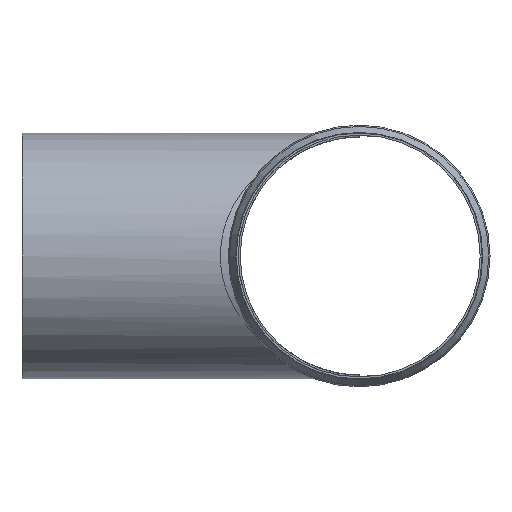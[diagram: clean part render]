
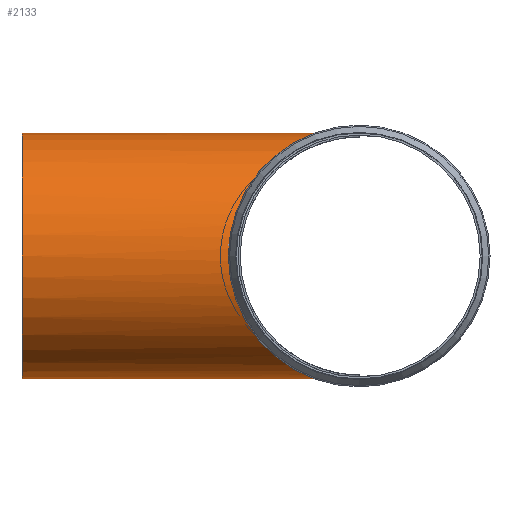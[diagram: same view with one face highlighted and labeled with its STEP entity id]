
A CAD part, front view. The second image highlights one B-rep face of the part: STEP entity #2133.
In plain terms, the highlighted cylindrical face has radius 31.025 mm (diameter 62.05 mm), a full revolution.
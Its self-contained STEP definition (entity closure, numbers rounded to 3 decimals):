
#1995=CARTESIAN_POINT('',(-30.555,0.1,-5.379));
#1996=VERTEX_POINT('',#1995);
#2010=CARTESIAN_POINT('',(30.555,0.1,-5.379));
#2011=VERTEX_POINT('',#2010);
#2012=CARTESIAN_POINT('',(-30.555,0.1,-5.379));
#2013=CARTESIAN_POINT('',(-30.553,0.803,-5.391));
#2014=CARTESIAN_POINT('',(-30.505,2.196,-5.671));
#2015=CARTESIAN_POINT('',(-30.271,4.707,-6.858));
#2016=CARTESIAN_POINT('',(-29.59,8.625,-9.604));
#2017=CARTESIAN_POINT('',(-27.27,15.699,-15.611));
#2018=CARTESIAN_POINT('',(-21.988,23.615,-22.815));
#2019=CARTESIAN_POINT('',(-14.169,29.195,-27.946));
#2020=CARTESIAN_POINT('',(-7.827,31.594,-30.165));
#2021=CARTESIAN_POINT('',(-0.937,32.902,-31.373));
#2022=CARTESIAN_POINT('',(7.15,32.12,-30.65));
#2023=CARTESIAN_POINT('',(14.876,28.751,-27.536));
#2024=CARTESIAN_POINT('',(22.389,23.011,-22.267));
#2025=CARTESIAN_POINT('',(27.273,15.698,-15.607));
#2026=CARTESIAN_POINT('',(29.589,8.626,-9.605));
#2027=CARTESIAN_POINT('',(30.271,4.707,-6.858));
#2028=CARTESIAN_POINT('',(30.505,2.196,-5.672));
#2029=CARTESIAN_POINT('',(30.553,0.803,-5.391));
#2030=CARTESIAN_POINT('',(30.555,0.1,-5.379));
#2031=B_SPLINE_CURVE_WITH_KNOTS('',3,(#2012,#2013,#2014,#2015,#2016,#2017,#2018,#2019,#2020,#2021,#2022,#2023,#2024,#2025,#2026,#2027,#2028,#2029,#2030),.UNSPECIFIED.,.F.,.U.,(4,1,1,1,1,1,1,1,1,1,1,1,1,1,1,1,4),(0.214,0.425,0.636,1.058,1.902,3.589,4.714,5.276,5.839,6.964,7.808,8.651,10.339,11.182,11.604,11.815,12.026),.UNSPECIFIED.);
#2032=EDGE_CURVE('',#1996,#2011,#2031,.T.);
#2074=CARTESIAN_POINT('',(0.0,42.6,0.0));
#2075=DIRECTION('',(0.0,1.0,0.0));
#2076=DIRECTION('',(-1.0,0.0,0.0));
#2077=AXIS2_PLACEMENT_3D('',#2074,#2075,#2076);
#2078=CYLINDRICAL_SURFACE('',#2077,31.025);
#2079=ORIENTED_EDGE('',*,*,#2032,.F.);
#2080=CARTESIAN_POINT('',(-30.555,0.1,5.379));
#2081=VERTEX_POINT('',#2080);
#2082=CARTESIAN_POINT('',(0.0,0.1,0.0));
#2083=DIRECTION('',(0.0,1.0,0.0));
#2084=DIRECTION('',(-1.0,0.0,0.0));
#2085=AXIS2_PLACEMENT_3D('',#2082,#2083,#2084);
#2086=CIRCLE('',#2085,31.025);
#2087=EDGE_CURVE('',#1996,#2081,#2086,.T.);
#2088=ORIENTED_EDGE('',*,*,#2087,.T.);
#2089=CARTESIAN_POINT('',(30.555,0.1,5.379));
#2090=VERTEX_POINT('',#2089);
#2091=CARTESIAN_POINT('',(30.555,0.1,5.379));
#2092=CARTESIAN_POINT('',(30.553,0.803,5.391));
#2093=CARTESIAN_POINT('',(30.505,2.195,5.671));
#2094=CARTESIAN_POINT('',(30.271,4.708,6.859));
#2095=CARTESIAN_POINT('',(29.59,8.624,9.603));
#2096=CARTESIAN_POINT('',(27.27,15.702,15.611));
#2097=CARTESIAN_POINT('',(21.988,23.614,22.815));
#2098=CARTESIAN_POINT('',(14.168,29.196,27.946));
#2099=CARTESIAN_POINT('',(7.827,31.594,30.165));
#2100=CARTESIAN_POINT('',(0.936,32.902,31.373));
#2101=CARTESIAN_POINT('',(-7.15,32.119,30.65));
#2102=CARTESIAN_POINT('',(-14.876,28.751,27.535));
#2103=CARTESIAN_POINT('',(-22.389,23.011,22.267));
#2104=CARTESIAN_POINT('',(-27.273,15.697,15.607));
#2105=CARTESIAN_POINT('',(-29.589,8.626,9.605));
#2106=CARTESIAN_POINT('',(-30.271,4.707,6.858));
#2107=CARTESIAN_POINT('',(-30.505,2.196,5.672));
#2108=CARTESIAN_POINT('',(-30.553,0.803,5.391));
#2109=CARTESIAN_POINT('',(-30.555,0.1,5.379));
#2110=B_SPLINE_CURVE_WITH_KNOTS('',3,(#2091,#2092,#2093,#2094,#2095,#2096,#2097,#2098,#2099,#2100,#2101,#2102,#2103,#2104,#2105,#2106,#2107,#2108,#2109),.UNSPECIFIED.,.F.,.U.,(4,1,1,1,1,1,1,1,1,1,1,1,1,1,1,1,4),(0.214,0.425,0.636,1.058,1.902,3.589,4.714,5.276,5.839,6.964,7.807,8.651,10.338,11.182,11.604,11.815,12.026),.UNSPECIFIED.);
#2111=EDGE_CURVE('',#2090,#2081,#2110,.T.);
#2112=ORIENTED_EDGE('',*,*,#2111,.F.);
#2113=CARTESIAN_POINT('',(0.0,0.1,0.0));
#2114=DIRECTION('',(0.0,1.0,0.0));
#2115=DIRECTION('',(-1.0,0.0,0.0));
#2116=AXIS2_PLACEMENT_3D('',#2113,#2114,#2115);
#2117=CIRCLE('',#2116,31.025);
#2118=EDGE_CURVE('',#2090,#2011,#2117,.T.);
#2119=ORIENTED_EDGE('',*,*,#2118,.T.);
#2120=EDGE_LOOP('',(#2079,#2088,#2112,#2119));
#2121=FACE_OUTER_BOUND('',#2120,.T.);
#2122=CARTESIAN_POINT('',(-31.025,85.1,0.0));
#2123=VERTEX_POINT('',#2122);
#2124=CARTESIAN_POINT('',(0.0,85.1,0.0));
#2125=DIRECTION('',(0.0,1.0,0.0));
#2126=DIRECTION('',(-1.0,0.0,0.0));
#2127=AXIS2_PLACEMENT_3D('',#2124,#2125,#2126);
#2128=CIRCLE('',#2127,31.025);
#2129=EDGE_CURVE('',#2123,#2123,#2128,.T.);
#2130=ORIENTED_EDGE('',*,*,#2129,.F.);
#2131=EDGE_LOOP('',(#2130));
#2132=FACE_BOUND('',#2131,.T.);
#2133=ADVANCED_FACE('',(#2121,#2132),#2078,.T.);
